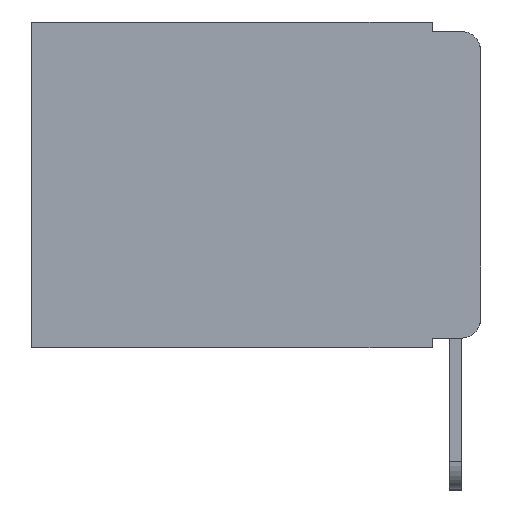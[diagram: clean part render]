
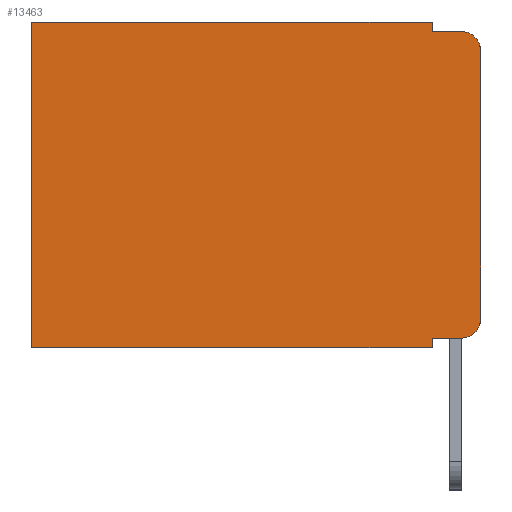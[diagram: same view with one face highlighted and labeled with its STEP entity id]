
A CAD part, left-side view. The second image highlights one B-rep face of the part: STEP entity #13463.
In plain terms, the highlighted planar face has unit normal (-1, 0, 0).
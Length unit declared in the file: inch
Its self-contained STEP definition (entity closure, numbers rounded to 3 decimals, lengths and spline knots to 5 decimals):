
#534 = LINE ( 'NONE', #1772, #11647 ) ;
#684 = ORIENTED_EDGE ( 'NONE', *, *, #1299, .T. ) ;
#735 = VERTEX_POINT ( 'NONE', #13857 ) ;
#898 = CARTESIAN_POINT ( 'NONE',  ( 0.298, 0.473, -0.343 ) ) ;
#964 = CARTESIAN_POINT ( 'NONE',  ( 0.298, 0.02, -0.333 ) ) ;
#1299 = EDGE_CURVE ( 'NONE', #5704, #6107, #9194, .T. ) ;
#1304 = CARTESIAN_POINT ( 'NONE',  ( 0.298, 0., 0. ) ) ;
#1551 = DIRECTION ( 'NONE',  ( 0., 1., 0. ) ) ;
#1772 = CARTESIAN_POINT ( 'NONE',  ( 0.298, 0.051, -0.01 ) ) ;
#1907 = EDGE_CURVE ( 'NONE', #9951, #5404, #8500, .T. ) ;
#2298 = EDGE_CURVE ( 'NONE', #735, #5704, #7321, .T. ) ;
#2390 = EDGE_CURVE ( 'NONE', #7510, #6107, #7160, .T. ) ;
#2604 = CARTESIAN_POINT ( 'NONE',  ( 0.298, 0.473, 0. ) ) ;
#3029 = CARTESIAN_POINT ( 'NONE',  ( 0.298, 0., -0.343 ) ) ;
#3049 = DIRECTION ( 'NONE',  ( -1., 0., 0. ) ) ;
#3164 = FACE_OUTER_BOUND ( 'NONE', #8072, .T. ) ;
#3662 = DIRECTION ( 'NONE',  ( 0., 0., -1. ) ) ;
#3681 = VECTOR ( 'NONE', #8197, 39.37008 ) ;
#3738 = VECTOR ( 'NONE', #9636, 39.37008 ) ;
#3759 = ORIENTED_EDGE ( 'NONE', *, *, #1907, .F. ) ;
#3764 = VECTOR ( 'NONE', #1551, 39.37008 ) ;
#3828 = CARTESIAN_POINT ( 'NONE',  ( 0.298, 0., 0. ) ) ;
#3865 = VERTEX_POINT ( 'NONE', #6733 ) ;
#3910 = CARTESIAN_POINT ( 'NONE',  ( 0.298, 0., 0. ) ) ;
#3958 = CIRCLE ( 'NONE', #13277, 0.02 ) ;
#3982 = CARTESIAN_POINT ( 'NONE',  ( 0.298, 0.051, -0.01 ) ) ;
#4311 = VECTOR ( 'NONE', #6074, 39.37008 ) ;
#4323 = DIRECTION ( 'NONE',  ( 0., -1., 0. ) ) ;
#4400 = CARTESIAN_POINT ( 'NONE',  ( 0.298, 0.051, 0. ) ) ;
#4581 = CARTESIAN_POINT ( 'NONE',  ( 0.298, 0., -0.313 ) ) ;
#4685 = EDGE_CURVE ( 'NONE', #8434, #8767, #5598, .T. ) ;
#4974 = LINE ( 'NONE', #2604, #8825 ) ;
#5404 = VERTEX_POINT ( 'NONE', #898 ) ;
#5507 = EDGE_CURVE ( 'NONE', #8434, #12986, #12651, .T. ) ;
#5562 = PLANE ( 'NONE',  #5742 ) ;
#5598 = LINE ( 'NONE', #1304, #3764 ) ;
#5704 = VERTEX_POINT ( 'NONE', #964 ) ;
#5719 = ORIENTED_EDGE ( 'NONE', *, *, #12429, .F. ) ;
#5742 = AXIS2_PLACEMENT_3D ( 'NONE', #3828, #9161, #10259 ) ;
#5957 = CARTESIAN_POINT ( 'NONE',  ( 0.298, 0.051, -0.343 ) ) ;
#6074 = DIRECTION ( 'NONE',  ( 0., 0., -1. ) ) ;
#6107 = VERTEX_POINT ( 'NONE', #4581 ) ;
#6133 = CARTESIAN_POINT ( 'NONE',  ( 0.298, 0.02, -0.313 ) ) ;
#6142 = DIRECTION ( 'NONE',  ( 0., 0., -1. ) ) ;
#6481 = CARTESIAN_POINT ( 'NONE',  ( 0.298, 0., -0.03 ) ) ;
#6655 = DIRECTION ( 'NONE',  ( 0., 0., -1. ) ) ;
#6733 = CARTESIAN_POINT ( 'NONE',  ( 0.298, 0.02, -0.01 ) ) ;
#6878 = ORIENTED_EDGE ( 'NONE', *, *, #9173, .T. ) ;
#6888 = ORIENTED_EDGE ( 'NONE', *, *, #5507, .F. ) ;
#7160 = LINE ( 'NONE', #3910, #4311 ) ;
#7177 = CARTESIAN_POINT ( 'NONE',  ( 0.298, 0.051, 0. ) ) ;
#7321 = LINE ( 'NONE', #10738, #8829 ) ;
#7510 = VERTEX_POINT ( 'NONE', #6481 ) ;
#7930 = EDGE_CURVE ( 'NONE', #735, #9951, #9379, .T. ) ;
#8072 = EDGE_LOOP ( 'NONE', ( #12584, #9795, #5719, #6888, #12911, #6878, #3759, #13113, #11769, #684 ) ) ;
#8197 = DIRECTION ( 'NONE',  ( 0., 0., -1. ) ) ;
#8378 = CARTESIAN_POINT ( 'NONE',  ( 0.298, 0.473, 0. ) ) ;
#8434 = VERTEX_POINT ( 'NONE', #13165 ) ;
#8500 = LINE ( 'NONE', #3029, #12235 ) ;
#8767 = VERTEX_POINT ( 'NONE', #8378 ) ;
#8825 = VECTOR ( 'NONE', #3662, 39.37008 ) ;
#8829 = VECTOR ( 'NONE', #4323, 39.37008 ) ;
#9161 = DIRECTION ( 'NONE',  ( 1., 0., 0. ) ) ;
#9173 = EDGE_CURVE ( 'NONE', #8767, #5404, #4974, .T. ) ;
#9194 = CIRCLE ( 'NONE', #11854, 0.02 ) ;
#9335 = DIRECTION ( 'NONE',  ( 0., -1., 0. ) ) ;
#9379 = LINE ( 'NONE', #7177, #3681 ) ;
#9636 = DIRECTION ( 'NONE',  ( 0., 0., -1. ) ) ;
#9795 = ORIENTED_EDGE ( 'NONE', *, *, #10813, .T. ) ;
#9951 = VERTEX_POINT ( 'NONE', #5957 ) ;
#10259 = DIRECTION ( 'NONE',  ( 0., 0., -1. ) ) ;
#10557 = DIRECTION ( 'NONE',  ( 0., 1., 0. ) ) ;
#10738 = CARTESIAN_POINT ( 'NONE',  ( 0.298, 0.051, -0.333 ) ) ;
#10813 = EDGE_CURVE ( 'NONE', #7510, #3865, #3958, .T. ) ;
#11647 = VECTOR ( 'NONE', #9335, 39.37008 ) ;
#11769 = ORIENTED_EDGE ( 'NONE', *, *, #2298, .T. ) ;
#11854 = AXIS2_PLACEMENT_3D ( 'NONE', #6133, #3049, #6142 ) ;
#11907 = DIRECTION ( 'NONE',  ( -1., 0., 0. ) ) ;
#12235 = VECTOR ( 'NONE', #10557, 39.37008 ) ;
#12429 = EDGE_CURVE ( 'NONE', #12986, #3865, #534, .T. ) ;
#12584 = ORIENTED_EDGE ( 'NONE', *, *, #2390, .F. ) ;
#12651 = LINE ( 'NONE', #4400, #3738 ) ;
#12911 = ORIENTED_EDGE ( 'NONE', *, *, #4685, .T. ) ;
#12986 = VERTEX_POINT ( 'NONE', #3982 ) ;
#13109 = CARTESIAN_POINT ( 'NONE',  ( 0.298, 0.02, -0.03 ) ) ;
#13113 = ORIENTED_EDGE ( 'NONE', *, *, #7930, .F. ) ;
#13165 = CARTESIAN_POINT ( 'NONE',  ( 0.298, 0.051, 0. ) ) ;
#13277 = AXIS2_PLACEMENT_3D ( 'NONE', #13109, #11907, #6655 ) ;
#13463 = ADVANCED_FACE ( 'NONE', ( #3164 ), #5562, .F. ) ;
#13857 = CARTESIAN_POINT ( 'NONE',  ( 0.298, 0.051, -0.333 ) ) ;
